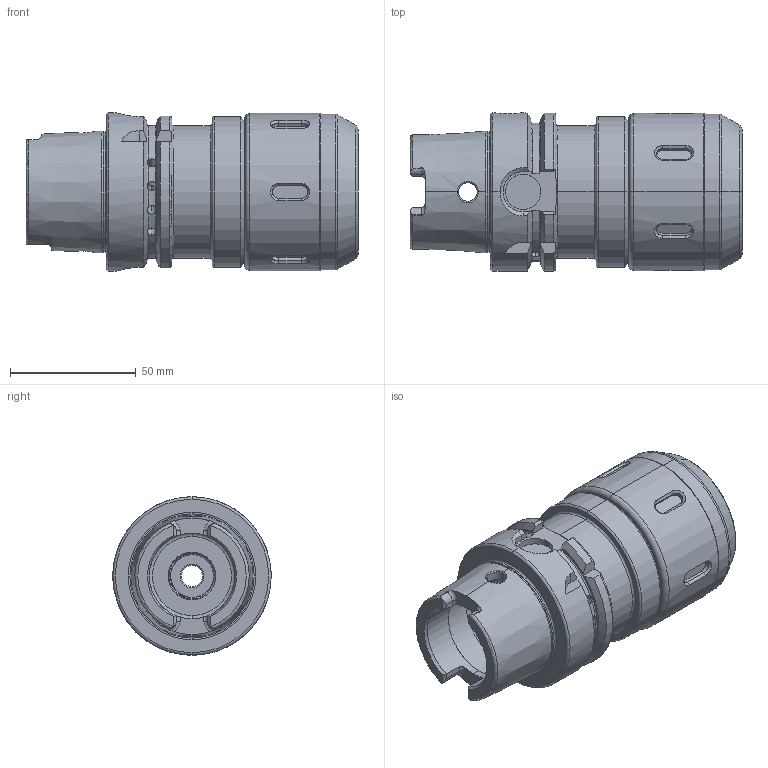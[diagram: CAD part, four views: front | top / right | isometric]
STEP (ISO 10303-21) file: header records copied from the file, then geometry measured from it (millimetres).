
FILE_DESCRIPTION (( 'STEP AP203' ), '1' );
FILE_NAME ('A63.64.25.STEP', '2016-11-26T03:47:22', ( '' ), ( '' ), 'SwSTEP 2.0', 'SolidWorks 2012', '' );
FILE_SCHEMA (( 'CONFIG_CONTROL_DESIGN' ));
Length unit declared in the file: millimetre
Products named in the file (15): 2-99.000.0250311AD.200_保持器25; A63.64.25; 強力形25螺帽; 2-45300003U1_P_刀桿_橡膠_橡膠套_φ43.73x6L _橡膠_101.66.2511; 2-41311010AD_P_刀桿_墊圈_墊片_φ34.5x0.3L_0.3t__SPCC_101.26.254; 2-41411009B5_P_刀桿_扣環_軸用C型_φ30.9_0.8t_SK7__101.26.258; 2-41311011AD_P_刀桿_墊圈_墊片_φ37.6x0.2L_0.2t__SPCC_101.26.256; 2-41411008B5_P_刀桿_扣環_軸用C型_φ40_0.65t_SK7__101.26.257; 25螺帽+25保持器+零配件; 2-02531003U1_P_共用_O型環_油封_φ36.9x1.5L_黑色_橡膠_101.26.259; 2-41411007B5_P_刀桿_扣環_軸用C型_φ40_1.2t_SK7__101.26.255; 25保持器+7.8L滾針; 2-41311009AD_P_刀桿_墊圈_墊片_φ37.6x0.5L_0.5t__SPCC_101.26.253; 2-42311001G7_｣p2_7.8L
Assembly tree (146 placements, depth 4):
  A63.64.25
    A63.64.25
    25螺帽+25保持器+零配件
      強力形25螺帽
      25保持器+7.8L滾針
        2-99.000.0250311AD.200_保持器25
        2-42311001G7_｣p2_7.8L  x132
      2-41311009AD_P_刀桿_墊圈_墊片_φ37.6x0.5L_0.5t__SPCC_101.26.253
      2-41411007B5_P_刀桿_扣環_軸用C型_φ40_1.2t_SK7__101.26.255
      2-41311011AD_P_刀桿_墊圈_墊片_φ37.6x0.2L_0.2t__SPCC_101.26.256  x2
      2-02531003U1_P_共用_O型環_油封_φ36.9x1.5L_黑色_橡膠_101.26.259
      2-41411008B5_P_刀桿_扣環_軸用C型_φ40_0.65t_SK7__101.26.257
    2-45300003U1_P_刀桿_橡膠_橡膠套_φ43.73x6L _橡膠_101.66.2511
    2-41411009B5_P_刀桿_扣環_軸用C型_φ30.9_0.8t_SK7__101.26.258
    2-41311010AD_P_刀桿_墊圈_墊片_φ34.5x0.3L_0.3t__SPCC_101.26.254
Bounding box: 132.05 x 63 x 63 mm (x, y, z)
Volume: 240770.7 mm3; surface area: 82220.1 mm2
Topology: 144 solids, 144 shells, 2141 faces, 4955 edges, 3108 vertices
Faces by surface type: torus 608, cylinder 529, sphere 528, plane 307, cone 143, bspline 26
Entity records: 43957 total; most frequent: CARTESIAN_POINT 19658, DIRECTION 4052, ORIENTED_EDGE 4006, EDGE_CURVE 2003, AXIS2_PLACEMENT_3D 1655, VERTEX_POINT 1266, EDGE_LOOP 975, ADVANCED_FACE 825
